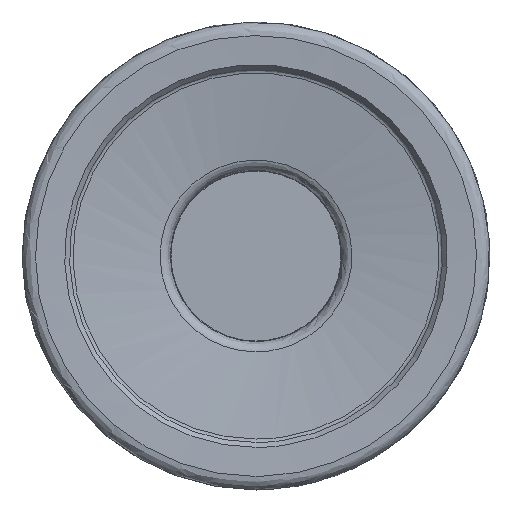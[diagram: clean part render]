
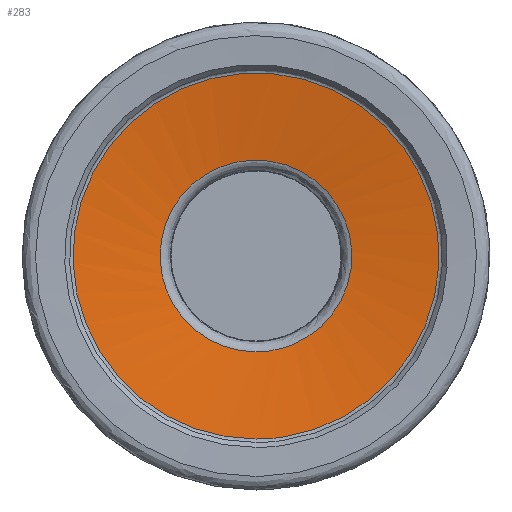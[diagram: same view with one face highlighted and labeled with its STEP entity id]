
A CAD part, left-side view. The second image highlights one B-rep face of the part: STEP entity #283.
In plain terms, the highlighted face is a revolution surface.
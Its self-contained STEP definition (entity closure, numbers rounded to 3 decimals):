
#25=B_SPLINE_CURVE_WITH_KNOTS('',3,(#910,#911,#912,#913),.UNSPECIFIED.,
 .F.,.F.,(4,4),(0.,1.),.UNSPECIFIED.);
#45=SURFACE_OF_REVOLUTION('',#25,#61);
#61=AXIS1_PLACEMENT('',#914,#780);
#283=ADVANCED_FACE('',(#350,#351),#45,.T.);
#350=FACE_BOUND('',#418,.T.);
#351=FACE_BOUND('',#419,.T.);
#418=EDGE_LOOP('',(#486));
#419=EDGE_LOOP('',(#487));
#486=ORIENTED_EDGE('',*,*,#558,.F.);
#487=ORIENTED_EDGE('',*,*,#557,.T.);
#523=VERTEX_POINT('',#902);
#524=VERTEX_POINT('',#909);
#557=EDGE_CURVE('',#523,#523,#591,.T.);
#558=EDGE_CURVE('',#524,#524,#592,.T.);
#591=CIRCLE('',#647,5.743);
#592=CIRCLE('',#648,10.962);
#647=AXIS2_PLACEMENT_3D('',#901,#775,#776);
#648=AXIS2_PLACEMENT_3D('',#908,#778,#779);
#775=DIRECTION('',(1.,0.,0.));
#776=DIRECTION('',(0.,0.,-1.));
#778=DIRECTION('',(1.,0.,0.));
#779=DIRECTION('',(0.,0.,-1.));
#780=DIRECTION('',(1.,0.,0.));
#901=CARTESIAN_POINT('',(1.396,0.,0.));
#902=CARTESIAN_POINT('',(1.396,0.,-5.743));
#908=CARTESIAN_POINT('',(0.621,0.,0.));
#909=CARTESIAN_POINT('',(0.621,0.,-10.962));
#910=CARTESIAN_POINT('',(1.396,-5.49,1.683));
#911=CARTESIAN_POINT('',(1.138,-7.309,1.32));
#912=CARTESIAN_POINT('',(0.879,-9.127,0.956));
#913=CARTESIAN_POINT('',(0.621,-10.946,0.593));
#914=CARTESIAN_POINT('',(0.,0.,0.));
